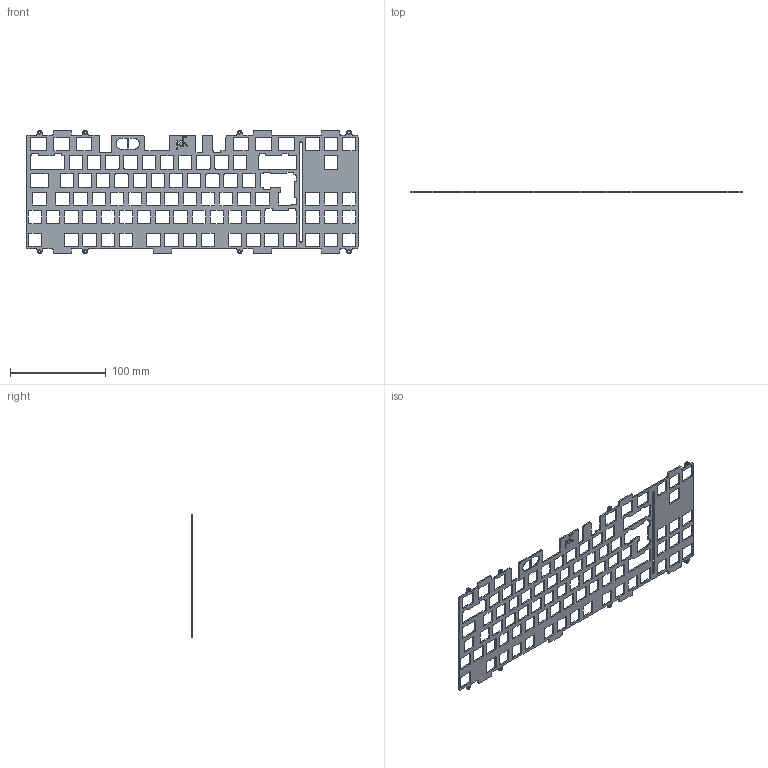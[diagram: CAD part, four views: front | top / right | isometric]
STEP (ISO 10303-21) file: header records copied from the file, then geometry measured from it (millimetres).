
FILE_DESCRIPTION(/* description */ (''),/* implementation_level */ '2;1');
FILE_NAME(/* name */ 'THECA_MXPLATE_26922.step',/* time_stamp */ '2022-09-26T12:13:30+02:00',/* author */ (''),/* organization */ (''),/* preprocessor_version */ 'ST-DEVELOPER v19',/* originating_system */ 'Autodesk Translation Framework v11.7.0.108',/* authorisation */ '');
FILE_SCHEMA (('AUTOMOTIVE_DESIGN { 1 0 10303 214 3 1 1 }'));
Length unit declared in the file: millimetre
Products named in the file (1): MAIN PLATE
Bounding box: 347.66 x 1.5 x 129.06 mm (x, y, z)
Volume: 33346.6 mm3; surface area: 54274.7 mm2
Topology: 1 solids, 1 shells, 1014 faces, 3036 edges, 2024 vertices
Faces by surface type: plane 498, cylinder 489, bspline 27
Full cylindrical faces by diameter (mm): 2.7 x8
Entity records: 34920 total; most frequent: CARTESIAN_POINT 6354, ORIENTED_EDGE 6072, DIRECTION 5936, EDGE_CURVE 3036, VERTEX_POINT 2024, LINE 2004, VECTOR 2004, AXIS2_PLACEMENT_3D 1966
